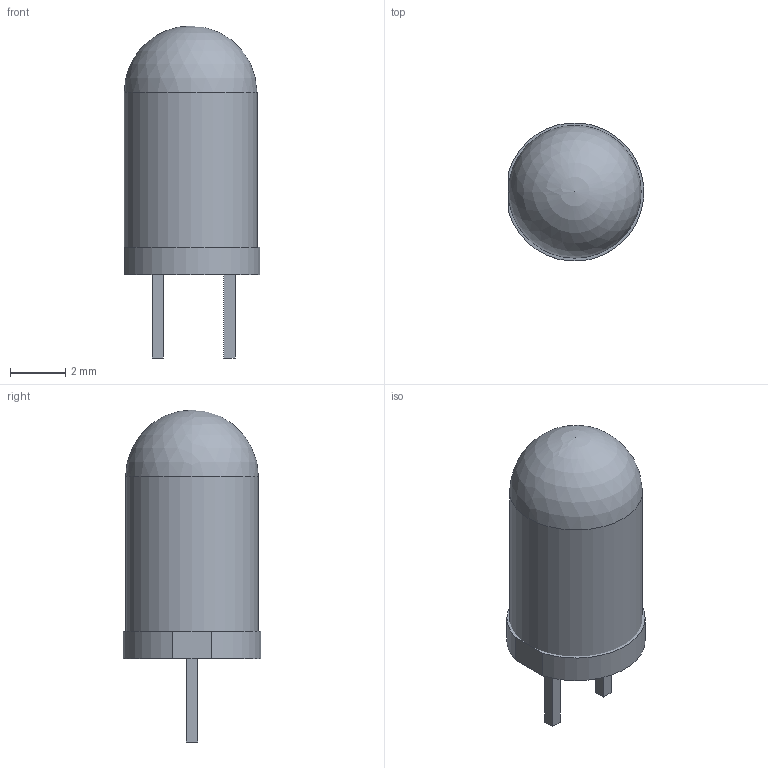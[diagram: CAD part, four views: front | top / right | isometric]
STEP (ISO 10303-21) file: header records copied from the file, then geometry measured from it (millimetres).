
FILE_DESCRIPTION(/* description */ (''),/* implementation_level */ '2;1');
FILE_NAME(/* name */ 'LED v1.step',/* time_stamp */ '2021-05-19T11:43:29+03:00',/* author */ (''),/* organization */ (''),/* preprocessor_version */ 'ST-DEVELOPER v18.1',/* originating_system */ 'Autodesk Translation Framework v10.6.0.1341',/* authorisation */ '');
FILE_SCHEMA (('AUTOMOTIVE_DESIGN { 1 0 10303 214 3 1 1 }'));
Length unit declared in the file: millimetre
Products named in the file (1): LED
Bounding box: 4.89 x 4.99 x 12 mm (x, y, z)
Volume: 170.4 mm3; surface area: 268.9 mm2
Topology: 5 solids, 5 shells, 26 faces, 47 edges, 30 vertices
Faces by surface type: plane 23, cylinder 2, sphere 1
Full cylindrical faces by diameter (mm): 4.8 x1
Entity records: 663 total; most frequent: DIRECTION 106, CARTESIAN_POINT 103, ORIENTED_EDGE 92, EDGE_CURVE 46, LINE 40, VECTOR 40, AXIS2_PLACEMENT_3D 33, VERTEX_POINT 30
